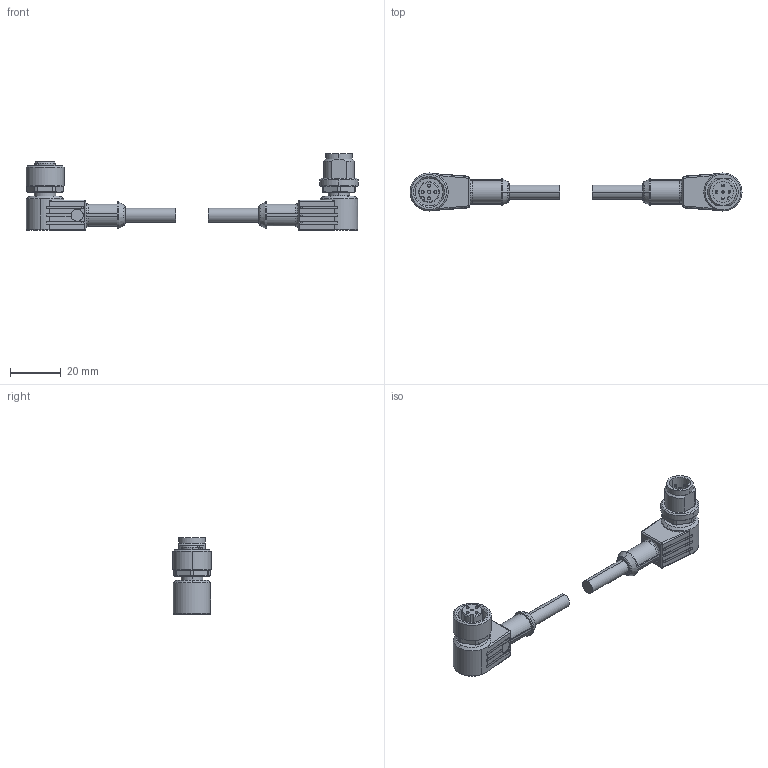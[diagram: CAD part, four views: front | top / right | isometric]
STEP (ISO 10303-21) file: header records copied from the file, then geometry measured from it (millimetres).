
FILE_DESCRIPTION((''),'2;1');
FILE_NAME('ILC27742200','2016-09-08T',('maj'),(''),'PRO/ENGINEER BY PARAMETRIC TECHNOLOGY CORPORATION, 2013320','PRO/ENGINEER BY PARAMETRIC TECHNOLOGY CORPORATION, 2013320','');
FILE_SCHEMA(('AUTOMOTIVE_DESIGN { 1 0 10303 214 1 1 1 1 }'));
Length unit declared in the file: inch
Products named in the file (3): 27742200_1; 27742200_2; ILC27742200
Assembly tree (2 placements, depth 2):
  ILC27742200
    27742200_1
    27742200_2
Bounding box: 130.7 x 15 x 30.3 mm (x, y, z)
Volume: 13576.1 mm3; surface area: 7066.2 mm2
Topology: 2 solids, 2 shells, 306 faces, 801 edges, 518 vertices
Faces by surface type: plane 125, cylinder 104, torus 30, cone 29, bspline 10, sphere 8
Entity records: 10121 total; most frequent: CARTESIAN_POINT 2266, DIRECTION 1718, ORIENTED_EDGE 1586, EDGE_CURVE 793, AXIS2_PLACEMENT_3D 698, VERTEX_POINT 518, CIRCLE 397, EDGE_LOOP 333
